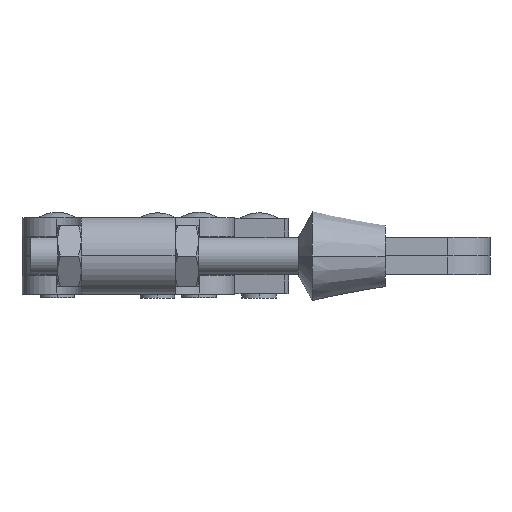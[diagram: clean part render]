
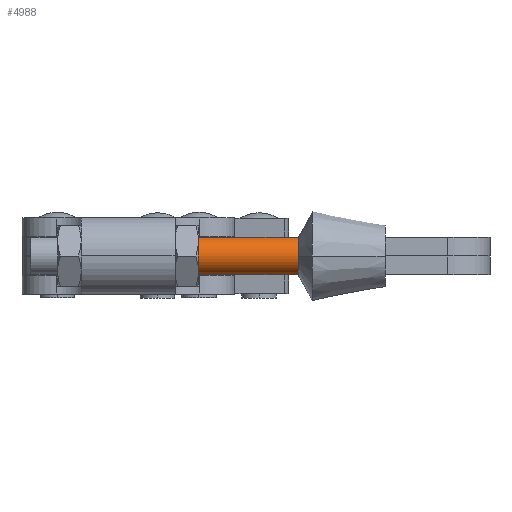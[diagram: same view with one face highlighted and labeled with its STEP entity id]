
A CAD part, left-side view. The second image highlights one B-rep face of the part: STEP entity #4988.
In plain terms, the highlighted cylindrical face has radius 4 mm (diameter 8 mm), a partial arc.
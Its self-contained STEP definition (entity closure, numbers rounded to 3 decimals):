
#15 = CARTESIAN_POINT ( 'NONE',  ( -111.106, 75.45, 0. ) ) ;
#805 = CARTESIAN_POINT ( 'NONE',  ( -111.106, 39.7, 0. ) ) ;
#815 = DIRECTION ( 'NONE',  ( -1., 0., 0. ) ) ;
#852 = DIRECTION ( 'NONE',  ( 0., 1., 0. ) ) ;
#1004 = EDGE_LOOP ( 'NONE', ( #4597, #6003, #2166, #7317 ) ) ;
#1728 = CYLINDRICAL_SURFACE ( 'NONE', #1783, 4. ) ;
#1783 = AXIS2_PLACEMENT_3D ( 'NONE', #5565, #5718, #6198 ) ;
#1793 = DIRECTION ( 'NONE',  ( 1., 0., 0. ) ) ;
#1828 = DIRECTION ( 'NONE',  ( 0., -1., 0. ) ) ;
#1858 = AXIS2_PLACEMENT_3D ( 'NONE', #1901, #1828, #1793 ) ;
#1901 = CARTESIAN_POINT ( 'NONE',  ( -111.106, 18.45, -4. ) ) ;
#1913 = DIRECTION ( 'NONE',  ( 0., -1., 0. ) ) ;
#2166 = ORIENTED_EDGE ( 'NONE', *, *, #5735, .F. ) ;
#2670 = EDGE_CURVE ( 'NONE', #5920, #5197, #6767, .T. ) ;
#2854 = CARTESIAN_POINT ( 'NONE',  ( -111.106, 39.7, -4. ) ) ;
#3254 = VERTEX_POINT ( 'NONE', #805 ) ;
#3316 = CARTESIAN_POINT ( 'NONE',  ( -111.106, 39.7, -8. ) ) ;
#3331 = EDGE_CURVE ( 'NONE', #3254, #5366, #5801, .T. ) ;
#3361 = CARTESIAN_POINT ( 'NONE',  ( -111.106, 18.45, -8. ) ) ;
#3794 = CIRCLE ( 'NONE', #1858, 4. ) ;
#4038 = VECTOR ( 'NONE', #1913, 1000. ) ;
#4058 = EDGE_CURVE ( 'NONE', #5920, #3254, #5873, .T. ) ;
#4597 = ORIENTED_EDGE ( 'NONE', *, *, #4058, .F. ) ;
#4847 = DIRECTION ( 'NONE',  ( 0., -1., 0. ) ) ;
#4988 = ADVANCED_FACE ( 'NONE', ( #5753 ), #1728, .T. ) ;
#5069 = AXIS2_PLACEMENT_3D ( 'NONE', #2854, #852, #815 ) ;
#5088 = CARTESIAN_POINT ( 'NONE',  ( -111.106, 18.45, 0. ) ) ;
#5197 = VERTEX_POINT ( 'NONE', #3361 ) ;
#5366 = VERTEX_POINT ( 'NONE', #5088 ) ;
#5565 = CARTESIAN_POINT ( 'NONE',  ( -111.106, 75.45, -4. ) ) ;
#5718 = DIRECTION ( 'NONE',  ( 0., -1., 0. ) ) ;
#5735 = EDGE_CURVE ( 'NONE', #5366, #5197, #3794, .T. ) ;
#5753 = FACE_OUTER_BOUND ( 'NONE', #1004, .T. ) ;
#5801 = LINE ( 'NONE', #15, #4038 ) ;
#5873 = CIRCLE ( 'NONE', #5069, 4. ) ;
#5920 = VERTEX_POINT ( 'NONE', #3316 ) ;
#6003 = ORIENTED_EDGE ( 'NONE', *, *, #2670, .T. ) ;
#6198 = DIRECTION ( 'NONE',  ( 0., 0., 1. ) ) ;
#6586 = VECTOR ( 'NONE', #4847, 1000. ) ;
#6767 = LINE ( 'NONE', #7921, #6586 ) ;
#7317 = ORIENTED_EDGE ( 'NONE', *, *, #3331, .F. ) ;
#7921 = CARTESIAN_POINT ( 'NONE',  ( -111.106, 75.45, -8. ) ) ;
